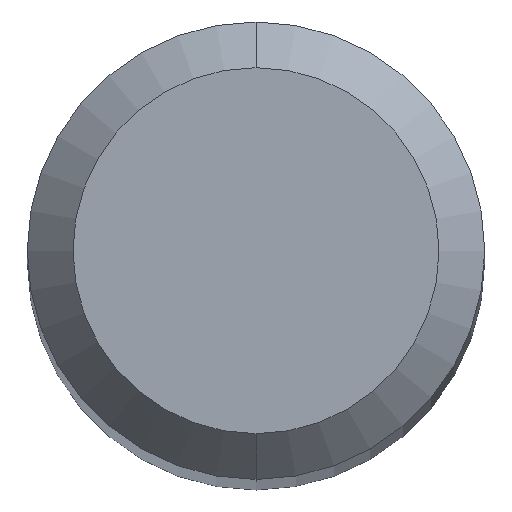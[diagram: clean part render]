
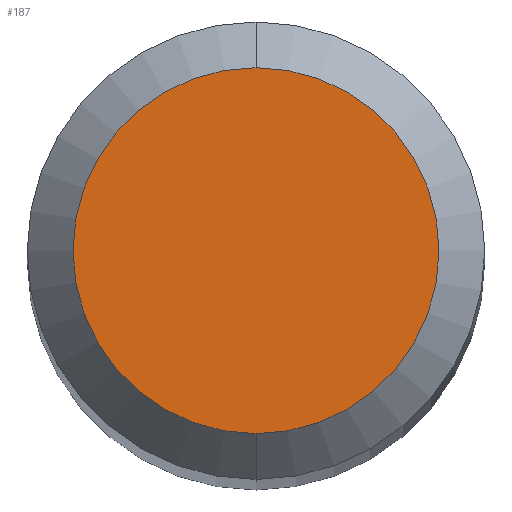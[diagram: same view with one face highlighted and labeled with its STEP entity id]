
A CAD part, top view. The second image highlights one B-rep face of the part: STEP entity #187.
In plain terms, the highlighted planar face has unit normal (0, 0, 1).
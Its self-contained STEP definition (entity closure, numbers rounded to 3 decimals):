
#123=VERTEX_POINT('',#279);
#163=VERTEX_POINT('',#321);
#187=ADVANCED_FACE('',(#349),#350,.T.);
#193=EDGE_CURVE('',#123,#163,#356,.T.);
#217=EDGE_CURVE('',#163,#123,#384,.T.);
#279=CARTESIAN_POINT('',(0.0,1.2,0.0));
#321=CARTESIAN_POINT('',(0.,-1.2,0.0));
#349=FACE_OUTER_BOUND('',#538,.T.);
#350=PLANE('',#539);
#356=CIRCLE('',#549,1.2);
#384=CIRCLE('',#583,1.2);
#538=EDGE_LOOP('',(#731,#732));
#539=AXIS2_PLACEMENT_3D('',#733,#734,#735);
#549=AXIS2_PLACEMENT_3D('',#740,#741,#742);
#583=AXIS2_PLACEMENT_3D('',#779,#780,#781);
#731=ORIENTED_EDGE('',*,*,#193,.F.);
#732=ORIENTED_EDGE('',*,*,#217,.F.);
#733=CARTESIAN_POINT('',(0.0,0.6,0.0));
#734=DIRECTION('',(-0.0,0.0,1.0));
#735=DIRECTION('',(0.0,-1.0,0.0));
#740=CARTESIAN_POINT('',(0.0,0.0,0.0));
#741=DIRECTION('',(0.0,0.0,-1.0));
#742=DIRECTION('',(0.0,1.0,0.0));
#779=CARTESIAN_POINT('',(0.0,0.0,0.0));
#780=DIRECTION('',(0.0,0.0,-1.0));
#781=DIRECTION('',(0.0,1.0,0.0));
